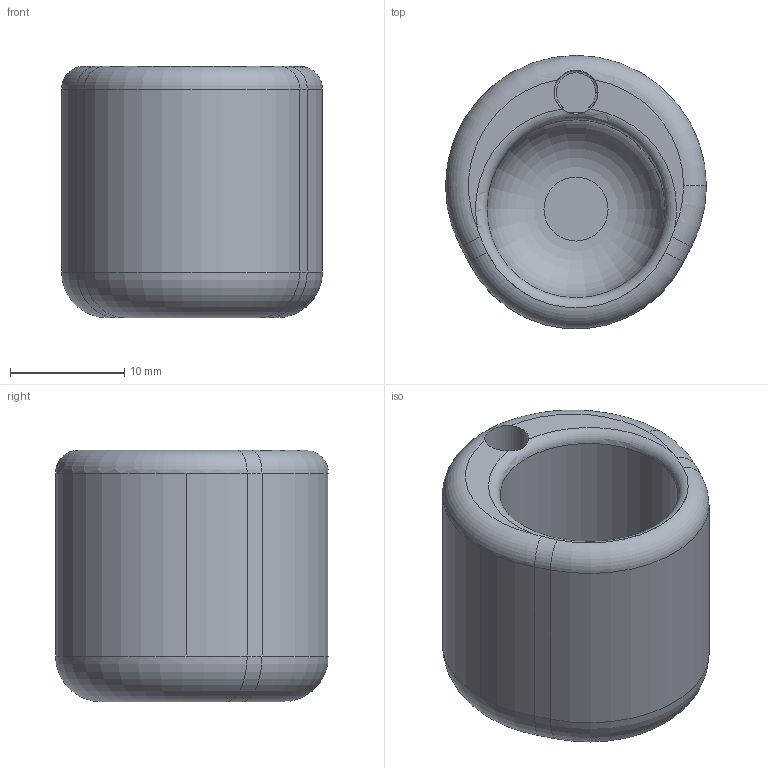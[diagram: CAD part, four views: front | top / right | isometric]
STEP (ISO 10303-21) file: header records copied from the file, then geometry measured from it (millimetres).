
FILE_DESCRIPTION(('HOOPS Exchange Step'),'2;1');
FILE_NAME('temp_export','2025-06-12T16:54:20-04:00',('anwaypimpalkar'),('Shapr3D Limited'),'HOOPS Exchange 2024.2','Shapr3D','Authorized');
FILE_SCHEMA( ('AUTOMOTIVE_DESIGN { 1 0 10303 214 1 1 1 1 }') );
Length unit declared in the file: millimetre
Products named in the file (1): 15.6mm
Bounding box: 22.82 x 23.87 x 22 mm (x, y, z)
Volume: 4299.6 mm3; surface area: 5187.8 mm2
Topology: 1 solids, 1 shells, 48 faces, 123 edges, 75 vertices
Faces by surface type: torus 21, cylinder 13, plane 7, bspline 5, cone 2
Full cylindrical faces by diameter (mm): 3.85 x1, 15.6 x1, 16 x1
Entity records: 2272 total; most frequent: CARTESIAN_POINT 1074, DIRECTION 269, ORIENTED_EDGE 246, AXIS2_PLACEMENT_3D 127, EDGE_CURVE 123, CIRCLE 83, VERTEX_POINT 75, EDGE_LOOP 48
